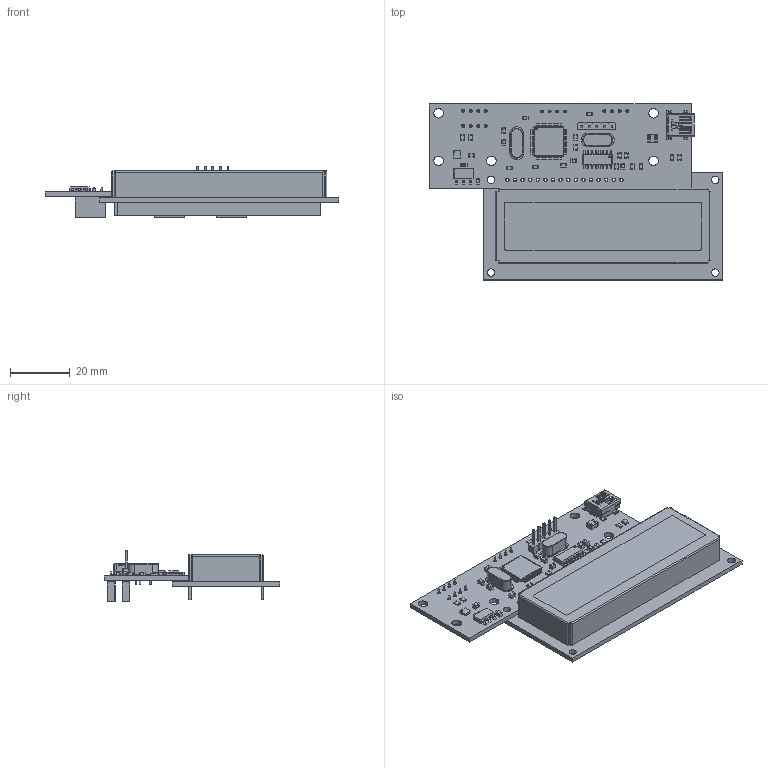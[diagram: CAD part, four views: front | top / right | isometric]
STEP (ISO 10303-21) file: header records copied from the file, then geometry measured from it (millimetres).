
FILE_DESCRIPTION(('KiCad electronic assembly'),'2;1');
FILE_NAME('envmon.step','2024-06-19T14:17:09',('Pcbnew'),('Kicad'), 'Open CASCADE STEP processor 7.6','KiCad to STEP converter','Unknown' );
FILE_SCHEMA(('AUTOMOTIVE_DESIGN { 1 0 10303 214 1 1 1 1 }'));
Length unit declared in the file: millimetre
Products named in the file (28): envmon 1; SOT-223; SOT_223; C_0805_2012Metric; SOIC-16_3.9x9.9mm_P1.27mm; SOIC_16_39x99mm_P127mm; R_0805_2012Metric; Crystal_HC49-4H_Vertical; PinHeader_1x05_P2.54mm_Vertical; PinHeader_1x05_P254mm_Vertical; TQFP-44_10x10mm_P0.8mm; TQFP_44_10x10mm_P08mm; WC1602A; Pad_001_sp; Bosch_LGA-8_2.5x2.5mm_P0.65mm_ClockwisePinNumbering; Bosch_LGA_8_25x25mm_P065mm_ClockwisePinNumbering; LED_0805_2012Metric; Fuse_1210_3225Metric; USB_Mini-B_Lumberg_2486_01_Horizontal; PinSocket_1x04_P2.54mm_Vertical; PinSocket_1x04_P254mm_Vertical; envmon_PCB
Assembly tree (50 placements, depth 3):
  envmon 1
    SOT-223
      SOT_223
    C_0805_2012Metric  x12
      C_0805_2012Metric
    SOIC-16_3.9x9.9mm_P1.27mm
      SOIC_16_39x99mm_P127mm
    R_0805_2012Metric  x9
      R_0805_2012Metric
    Crystal_HC49-4H_Vertical  x2
      Crystal_HC49-4H_Vertical
    PinHeader_1x05_P2.54mm_Vertical
      PinHeader_1x05_P254mm_Vertical
    TQFP-44_10x10mm_P0.8mm
      TQFP_44_10x10mm_P08mm
    WC1602A
      Pad_001_sp
    Bosch_LGA-8_2.5x2.5mm_P0.65mm_ClockwisePinNumbering
      Bosch_LGA_8_25x25mm_P065mm_ClockwisePinNumbering
    LED_0805_2012Metric
      LED_0805_2012Metric
    Fuse_1210_3225Metric
      Fuse_1210_3225Metric
    USB_Mini-B_Lumberg_2486_01_Horizontal
      USB_Mini-B_Lumberg_2486_01_Horizontal
    PinSocket_1x04_P2.54mm_Vertical  x4
      PinSocket_1x04_P254mm_Vertical
    envmon_PCB
Bounding box: 98.15 x 58.85 x 17.24 mm (x, y, z)
Volume: 26734.9 mm3; surface area: 17974.5 mm2
Topology: 37 solids, 37 shells, 3201 faces, 8506 edges, 5445 vertices
Faces by surface type: plane 2247, cylinder 810, bspline 132, torus 10, sphere 2
Full cylindrical faces by diameter (mm): 0.2 x1, 0.5 x5, 0.6 x1, 0.8 x6, 0.9 x2, 1 x37, 1.2 x16, 2.5 x5, 3.2 x5
Entity records: 88535 total; most frequent: CARTESIAN_POINT 15339, ORIENTED_EDGE 12152, DIRECTION 11536, EDGE_CURVE 6076, LINE 4748, VECTOR 4748, VERTEX_POINT 3853, AXIS2_PLACEMENT_3D 3394
